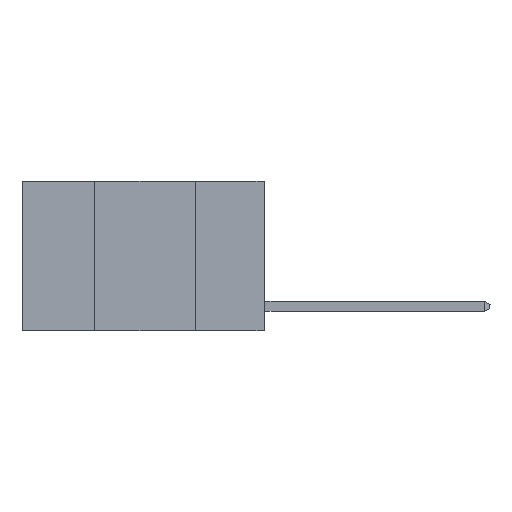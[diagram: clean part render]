
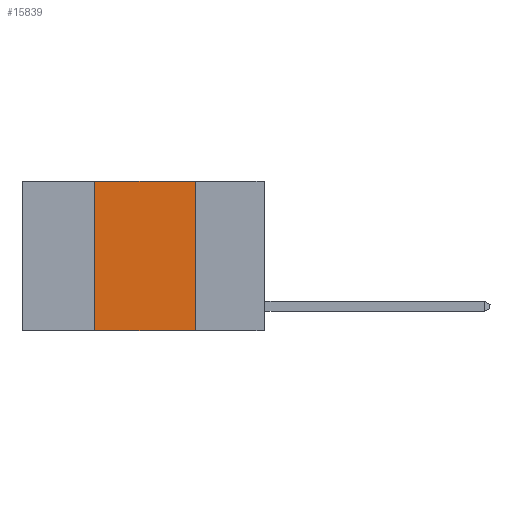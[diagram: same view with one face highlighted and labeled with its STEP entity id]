
A CAD part, left-side view. The second image highlights one B-rep face of the part: STEP entity #15839.
In plain terms, the highlighted planar face has unit normal (-1, 0, 0).
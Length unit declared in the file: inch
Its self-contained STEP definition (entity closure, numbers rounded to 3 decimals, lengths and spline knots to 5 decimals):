
#884 = VECTOR ( 'NONE', #13195, 39.37008 ) ;
#1037 = ORIENTED_EDGE ( 'NONE', *, *, #15761, .T. ) ;
#1951 = CARTESIAN_POINT ( 'NONE',  ( 0., 0.6, -0.37 ) ) ;
#2257 = FACE_OUTER_BOUND ( 'NONE', #21709, .T. ) ;
#3560 = VECTOR ( 'NONE', #17050, 39.37008 ) ;
#4658 = ORIENTED_EDGE ( 'NONE', *, *, #22569, .F. ) ;
#5133 = ORIENTED_EDGE ( 'NONE', *, *, #24731, .F. ) ;
#6539 = DIRECTION ( 'NONE',  ( 1., 0., 0. ) ) ;
#8362 = LINE ( 'NONE', #17397, #28431 ) ;
#11269 = PLANE ( 'NONE',  #17383 ) ;
#11616 = VERTEX_POINT ( 'NONE', #21264 ) ;
#11745 = CARTESIAN_POINT ( 'NONE',  ( 0., 0.17, 0. ) ) ;
#11815 = VERTEX_POINT ( 'NONE', #28918 ) ;
#12315 = VERTEX_POINT ( 'NONE', #25725 ) ;
#13195 = DIRECTION ( 'NONE',  ( 0., -1., 0. ) ) ;
#15761 = EDGE_CURVE ( 'NONE', #11616, #11815, #18070, .T. ) ;
#15839 = ADVANCED_FACE ( 'NONE', ( #2257 ), #11269, .F. ) ;
#17050 = DIRECTION ( 'NONE',  ( 0., 0., 1. ) ) ;
#17383 = AXIS2_PLACEMENT_3D ( 'NONE', #28962, #6539, #19964 ) ;
#17397 = CARTESIAN_POINT ( 'NONE',  ( 0., 0.6, 0. ) ) ;
#18070 = LINE ( 'NONE', #1951, #884 ) ;
#18484 = VECTOR ( 'NONE', #27662, 39.37008 ) ;
#19243 = LINE ( 'NONE', #28223, #3560 ) ;
#19418 = EDGE_CURVE ( 'NONE', #12315, #11815, #25311, .T. ) ;
#19964 = DIRECTION ( 'NONE',  ( 0., 0., -1. ) ) ;
#20028 = CARTESIAN_POINT ( 'NONE',  ( 0., 0.42, 0. ) ) ;
#21264 = CARTESIAN_POINT ( 'NONE',  ( 0., 0.42, -0.37 ) ) ;
#21709 = EDGE_LOOP ( 'NONE', ( #23407, #4658, #5133, #1037 ) ) ;
#21808 = DIRECTION ( 'NONE',  ( 0., -1., 0. ) ) ;
#22569 = EDGE_CURVE ( 'NONE', #26916, #12315, #8362, .T. ) ;
#23407 = ORIENTED_EDGE ( 'NONE', *, *, #19418, .F. ) ;
#24731 = EDGE_CURVE ( 'NONE', #11616, #26916, #19243, .T. ) ;
#25311 = LINE ( 'NONE', #11745, #18484 ) ;
#25725 = CARTESIAN_POINT ( 'NONE',  ( 0., 0.17, 0. ) ) ;
#26916 = VERTEX_POINT ( 'NONE', #20028 ) ;
#27662 = DIRECTION ( 'NONE',  ( 0., 0., -1. ) ) ;
#28223 = CARTESIAN_POINT ( 'NONE',  ( 0., 0.42, 0. ) ) ;
#28431 = VECTOR ( 'NONE', #21808, 39.37008 ) ;
#28918 = CARTESIAN_POINT ( 'NONE',  ( 0., 0.17, -0.37 ) ) ;
#28962 = CARTESIAN_POINT ( 'NONE',  ( 0., 0.6, 0. ) ) ;
